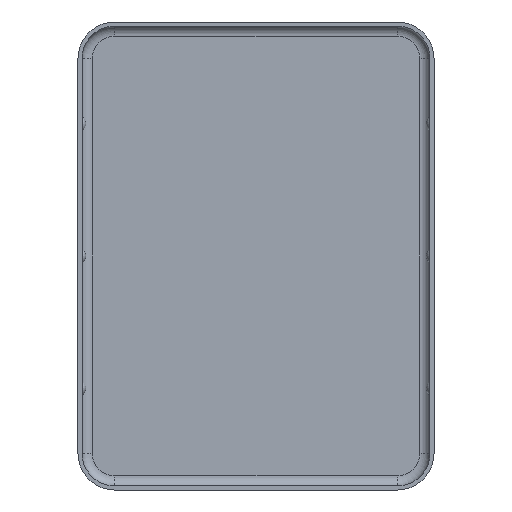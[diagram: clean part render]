
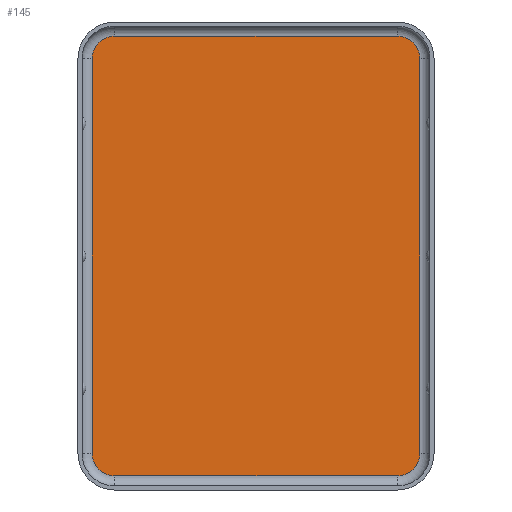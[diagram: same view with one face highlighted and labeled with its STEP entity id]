
A CAD part, front view. The second image highlights one B-rep face of the part: STEP entity #145.
In plain terms, the highlighted planar face has unit normal (0, -1, 0).
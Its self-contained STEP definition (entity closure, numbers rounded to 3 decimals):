
#145 = ADVANCED_FACE( 'NONE', ( #303 ), #304, .T. );
#303 = FACE_OUTER_BOUND( '', #464, .T. );
#304 = PLANE( '', #465 );
#464 = EDGE_LOOP( '', ( #792, #793, #794, #795, #796, #797, #798, #799 ) );
#465 = AXIS2_PLACEMENT_3D( '', #800, #801, #802 );
#792 = ORIENTED_EDGE( '', *, *, #929, .F. );
#793 = ORIENTED_EDGE( '', *, *, #948, .F. );
#794 = ORIENTED_EDGE( '', *, *, #994, .F. );
#795 = ORIENTED_EDGE( '', *, *, #904, .T. );
#796 = ORIENTED_EDGE( '', *, *, #991, .T. );
#797 = ORIENTED_EDGE( '', *, *, #969, .F. );
#798 = ORIENTED_EDGE( '', *, *, #925, .T. );
#799 = ORIENTED_EDGE( '', *, *, #996, .T. );
#800 = CARTESIAN_POINT( '', ( 6.95, 0., -9.7 ) );
#801 = DIRECTION( '', ( 0., -1., 0. ) );
#802 = DIRECTION( '', ( 0., 0., -1. ) );
#904 = EDGE_CURVE( 'NONE', #1068, #1066, #1069, .T. );
#925 = EDGE_CURVE( 'NONE', #1101, #1099, #1102, .T. );
#929 = EDGE_CURVE( 'NONE', #1105, #1107, #1108, .T. );
#948 = EDGE_CURVE( 'NONE', #1132, #1105, #1134, .T. );
#969 = EDGE_CURVE( 'NONE', #1101, #1159, #1160, .T. );
#991 = EDGE_CURVE( 'NONE', #1066, #1159, #1189, .T. );
#994 = EDGE_CURVE( 'NONE', #1068, #1132, #1192, .T. );
#996 = EDGE_CURVE( 'NONE', #1099, #1107, #1194, .T. );
#1066 = VERTEX_POINT( 'NONE', #1276 );
#1068 = VERTEX_POINT( 'NONE', #1278 );
#1069 = CIRCLE( '', #1279, 1.1 );
#1099 = VERTEX_POINT( 'NONE', #1315 );
#1101 = VERTEX_POINT( 'NONE', #1317 );
#1102 = LINE( '', #1318, #1319 );
#1105 = VERTEX_POINT( 'NONE', #1322 );
#1107 = VERTEX_POINT( 'NONE', #1324 );
#1108 = LINE( '', #1325, #1326 );
#1132 = VERTEX_POINT( 'NONE', #1356 );
#1134 = CIRCLE( '', #1358, 1.1 );
#1159 = VERTEX_POINT( 'NONE', #1388 );
#1160 = CIRCLE( '', #1389, 1.1 );
#1189 = LINE( '', #1424, #1425 );
#1192 = LINE( '', #1429, #1430 );
#1194 = CIRCLE( '', #1432, 1.1 );
#1276 = CARTESIAN_POINT( '', ( 6.95, 0., 10.8 ) );
#1278 = CARTESIAN_POINT( '', ( 8.05, 0., 9.7 ) );
#1279 = AXIS2_PLACEMENT_3D( '', #1499, #1500, #1501 );
#1315 = CARTESIAN_POINT( '', ( -8.05, 0., -9.7 ) );
#1317 = CARTESIAN_POINT( '', ( -8.05, 0., 9.7 ) );
#1318 = CARTESIAN_POINT( '', ( -8.05, 0., 0. ) );
#1319 = VECTOR( '', #1535, 1000. );
#1322 = CARTESIAN_POINT( '', ( 6.95, 0., -10.8 ) );
#1324 = CARTESIAN_POINT( '', ( -6.95, 0., -10.8 ) );
#1325 = CARTESIAN_POINT( '', ( 6.95, 0., -10.8 ) );
#1326 = VECTOR( '', #1542, 1000. );
#1356 = CARTESIAN_POINT( '', ( 8.05, 0., -9.7 ) );
#1358 = AXIS2_PLACEMENT_3D( '', #1570, #1571, #1572 );
#1388 = CARTESIAN_POINT( '', ( -6.95, 0., 10.8 ) );
#1389 = AXIS2_PLACEMENT_3D( '', #1599, #1600, #1601 );
#1424 = CARTESIAN_POINT( '', ( 6.95, 0., 10.8 ) );
#1425 = VECTOR( '', #1632, 1000. );
#1429 = CARTESIAN_POINT( '', ( 8.05, 0., 0. ) );
#1430 = VECTOR( '', #1634, 1000. );
#1432 = AXIS2_PLACEMENT_3D( '', #1635, #1636, #1637 );
#1499 = CARTESIAN_POINT( '', ( 6.95, 0., 9.7 ) );
#1500 = DIRECTION( '', ( 0., -1., 0. ) );
#1501 = DIRECTION( '', ( 0., 0., -1. ) );
#1535 = DIRECTION( '', ( 0., 0., -1. ) );
#1542 = DIRECTION( '', ( -1., 0., 0. ) );
#1570 = CARTESIAN_POINT( '', ( 6.95, 0., -9.7 ) );
#1571 = DIRECTION( '', ( 0., 1., 0. ) );
#1572 = DIRECTION( '', ( 0., 0., 1. ) );
#1599 = CARTESIAN_POINT( '', ( -6.95, 0., 9.7 ) );
#1600 = DIRECTION( '', ( 0., 1., 0. ) );
#1601 = DIRECTION( '', ( 0., 0., -1. ) );
#1632 = DIRECTION( '', ( -1., 0., 0. ) );
#1634 = DIRECTION( '', ( 0., 0., -1. ) );
#1635 = CARTESIAN_POINT( '', ( -6.95, 0., -9.7 ) );
#1636 = DIRECTION( '', ( 0., -1., 0. ) );
#1637 = DIRECTION( '', ( 0., 0., 1. ) );
